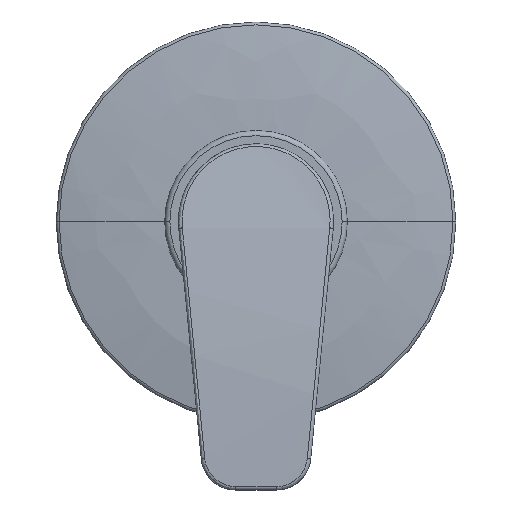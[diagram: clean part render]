
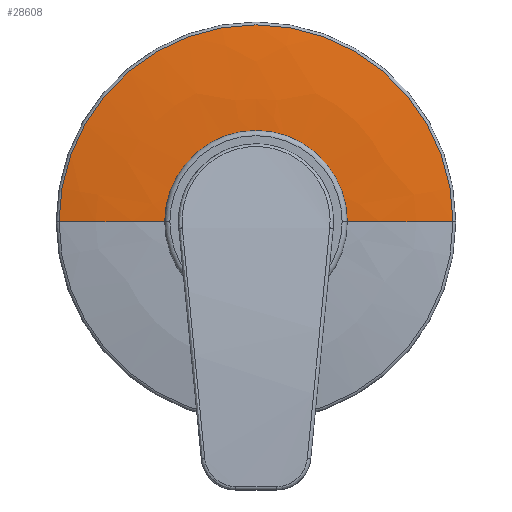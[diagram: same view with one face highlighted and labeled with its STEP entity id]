
A CAD part, top view. The second image highlights one B-rep face of the part: STEP entity #28608.
In plain terms, the highlighted free-form (B-spline) face has degree [3, 3] with [7, 4] control points.
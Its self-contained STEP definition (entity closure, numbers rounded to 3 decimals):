
#28247=CARTESIAN_POINT('',(0.,0.,49.));
#28248=DIRECTION('',(0.,0.,-1.));
#28249=DIRECTION('',(-1.,0.,0.));
#28250=AXIS2_PLACEMENT_3D('',#28247,#28248,#28249);
#28252=CARTESIAN_POINT('',(0.,0.,46.149));
#28253=DIRECTION('',(0.,0.,1.));
#28254=DIRECTION('',(1.,0.,0.));
#28255=AXIS2_PLACEMENT_3D('',#28252,#28253,#28254);
#28272=CARTESIAN_POINT('',(-25.,0.,-134.));
#28273=DIRECTION('',(0.,1.,0.));
#28274=DIRECTION('',(-0.176,0.,0.984));
#28275=AXIS2_PLACEMENT_3D('',#28272,#28273,#28274);
#28277=CARTESIAN_POINT('',(25.,0.,-134.));
#28278=DIRECTION('',(0.,-1.,0.));
#28279=DIRECTION('',(0.176,0.,0.984));
#28280=AXIS2_PLACEMENT_3D('',#28277,#28278,#28279);
#28320=CARTESIAN_POINT('',(-25.,0.,49.));
#28322=VERTEX_POINT('',#28320);
#28324=CARTESIAN_POINT('',(25.,0.,49.));
#28326=VERTEX_POINT('',#28324);
#28336=CARTESIAN_POINT('',(-57.176,0.,46.149));
#28337=CARTESIAN_POINT('',(57.176,0.,
46.149));
#28338=VERTEX_POINT('',#28336);
#28339=VERTEX_POINT('',#28337);
#28570=CARTESIAN_POINT('',(-24.305,-1.529,
48.999));
#28571=CARTESIAN_POINT('',(-35.511,-2.234,
49.039));
#28572=CARTESIAN_POINT('',(-46.674,-2.936,
48.048));
#28573=CARTESIAN_POINT('',(-57.698,-3.63,
46.034));
#28574=CARTESIAN_POINT('',(-25.246,13.428,
48.999));
#28575=CARTESIAN_POINT('',(-36.886,19.619,
49.039));
#28576=CARTESIAN_POINT('',(-48.481,25.786,
48.048));
#28577=CARTESIAN_POINT('',(-59.932,31.877,
46.034));
#28578=CARTESIAN_POINT('',(-14.987,24.353,
48.999));
#28579=CARTESIAN_POINT('',(-21.897,35.581,
49.039));
#28580=CARTESIAN_POINT('',(-28.78,46.766,
48.048));
#28581=CARTESIAN_POINT('',(-35.578,57.812,
46.034));
#28582=CARTESIAN_POINT('',(0.,24.353,48.999));
#28583=CARTESIAN_POINT('',(0.,35.581,
49.039));
#28584=CARTESIAN_POINT('',(0.,46.766,48.048));
#28585=CARTESIAN_POINT('',(0.,57.812,46.034));
#28586=CARTESIAN_POINT('',(14.987,24.353,48.999));
#28587=CARTESIAN_POINT('',(21.897,35.581,49.039));
#28588=CARTESIAN_POINT('',(28.78,46.766,48.048));
#28589=CARTESIAN_POINT('',(35.578,57.812,46.034));
#28590=CARTESIAN_POINT('',(25.246,13.428,48.999));
#28591=CARTESIAN_POINT('',(36.886,19.619,49.039));
#28592=CARTESIAN_POINT('',(48.481,25.786,48.048));
#28593=CARTESIAN_POINT('',(59.932,31.877,46.034));
#28594=CARTESIAN_POINT('',(24.305,-1.529,
48.999));
#28595=CARTESIAN_POINT('',(35.511,-2.234,
49.039));
#28596=CARTESIAN_POINT('',(46.674,-2.936,
48.048));
#28597=CARTESIAN_POINT('',(57.698,-3.63,
46.034));
#28598=(BOUNDED_SURFACE()B_SPLINE_SURFACE(3,3,((#28570,#28571,#28572,#28573),(
#28574,#28575,#28576,#28577),(#28578,#28579,#28580,#28581),(#28582,#28583,
#28584,#28585),(#28586,#28587,#28588,#28589),(#28590,#28591,#28592,#28593),(
#28594,#28595,#28596,#28597)),.UNSPECIFIED.,.F.,.F.,.F.)B_SPLINE_SURFACE_WITH_KNOTS((4,3,4),(4,4),(0.,1.,2.),(0.,1.),.UNSPECIFIED.)GEOMETRIC_REPRESENTATION_ITEM()RATIONAL_B_SPLINE_SURFACE(((1.19,1.186,
1.186,1.19),(0.94,0.937,
0.937,0.94),(0.94,0.937,
0.937,0.94),(1.19,1.186,
1.186,1.19),(0.94,0.937,
0.937,0.94),(0.94,0.937,
0.937,0.94),(1.19,1.186,
1.186,1.19)))REPRESENTATION_ITEM('')SURFACE());
#28600=ORIENTED_EDGE('',*,*,#28599,.F.);
#28602=ORIENTED_EDGE('',*,*,#28601,.T.);
#28603=ORIENTED_EDGE('',*,*,#28556,.F.);
#28605=ORIENTED_EDGE('',*,*,#28604,.F.);
#28606=EDGE_LOOP('',(#28600,#28602,#28603,#28605));
#28607=FACE_OUTER_BOUND('',#28606,.F.);
#28608=ADVANCED_FACE('',(#28607),#28598,.T.);
#28251=CIRCLE('',#28250,25.);
#28256=CIRCLE('',#28255,57.176);
#28276=CIRCLE('',#28275,183.);
#28281=CIRCLE('',#28280,183.);
#28556=EDGE_CURVE('',#28322,#28326,#28251,.T.);
#28599=EDGE_CURVE('',#28339,#28338,#28256,.T.);
#28601=EDGE_CURVE('',#28339,#28326,#28281,.T.);
#28604=EDGE_CURVE('',#28338,#28322,#28276,.T.);
